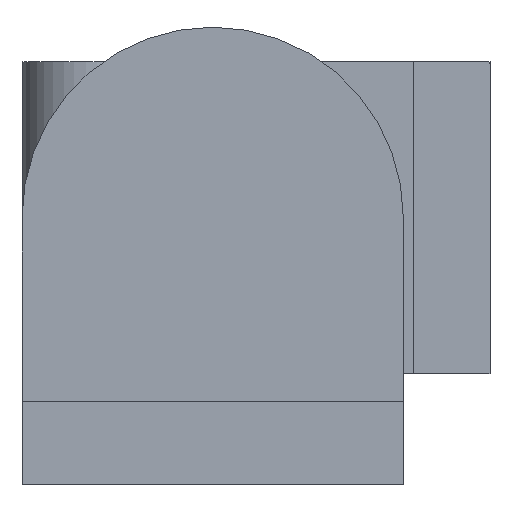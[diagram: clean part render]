
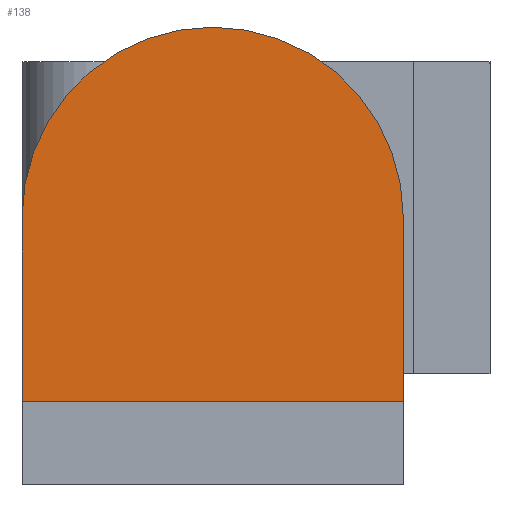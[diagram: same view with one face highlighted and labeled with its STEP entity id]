
A CAD part, front view. The second image highlights one B-rep face of the part: STEP entity #138.
In plain terms, the highlighted planar face has unit normal (0, -1, 0).
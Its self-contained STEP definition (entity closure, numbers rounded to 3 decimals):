
#138 = ADVANCED_FACE( '', ( #272 ), #273, .T. );
#272 = FACE_OUTER_BOUND( '', #408, .T. );
#273 = PLANE( '', #409 );
#408 = EDGE_LOOP( '', ( #637, #638, #639, #640 ) );
#409 = AXIS2_PLACEMENT_3D( '', #641, #642, #643 );
#637 = ORIENTED_EDGE( '', *, *, #824, .T. );
#638 = ORIENTED_EDGE( '', *, *, #895, .F. );
#639 = ORIENTED_EDGE( '', *, *, #862, .F. );
#640 = ORIENTED_EDGE( '', *, *, #896, .T. );
#641 = CARTESIAN_POINT( '', ( 5.5, 6.85, 0. ) );
#642 = DIRECTION( '', ( 0., -1., 0. ) );
#643 = DIRECTION( '', ( 0., 0., -1. ) );
#824 = EDGE_CURVE( '', #969, #970, #971, .T. );
#862 = EDGE_CURVE( '', #1031, #1027, #1033, .T. );
#895 = EDGE_CURVE( '', #1027, #970, #1084, .T. );
#896 = EDGE_CURVE( '', #1031, #969, #1085, .T. );
#969 = VERTEX_POINT( '', #1179 );
#970 = VERTEX_POINT( '', #1180 );
#971 = CIRCLE( '', #1181, 5.5 );
#1027 = VERTEX_POINT( '', #1261 );
#1031 = VERTEX_POINT( '', #1267 );
#1033 = LINE( '', #1270, #1271 );
#1084 = LINE( '', #1347, #1348 );
#1085 = LINE( '', #1349, #1350 );
#1179 = CARTESIAN_POINT( '', ( 5.5, 6.85, 5.3 ) );
#1180 = CARTESIAN_POINT( '', ( -5.5, 6.85, 5.3 ) );
#1181 = AXIS2_PLACEMENT_3D( '', #1431, #1432, #1433 );
#1261 = CARTESIAN_POINT( '', ( -5.5, 6.85, 0. ) );
#1267 = CARTESIAN_POINT( '', ( 5.5, 6.85, 0. ) );
#1270 = CARTESIAN_POINT( '', ( 5.5, 6.85, 0. ) );
#1271 = VECTOR( '', #1478, 1000. );
#1347 = CARTESIAN_POINT( '', ( -5.5, 6.85, 0. ) );
#1348 = VECTOR( '', #1510, 1000. );
#1349 = CARTESIAN_POINT( '', ( 5.5, 6.85, 0. ) );
#1350 = VECTOR( '', #1511, 1000. );
#1431 = CARTESIAN_POINT( '', ( 0., 6.85, 5.3 ) );
#1432 = DIRECTION( '', ( 0., -1., 0. ) );
#1433 = DIRECTION( '', ( 0., 0., -1. ) );
#1478 = DIRECTION( '', ( -1., 0., 0. ) );
#1510 = DIRECTION( '', ( 0., 0., 1. ) );
#1511 = DIRECTION( '', ( 0., 0., 1. ) );
